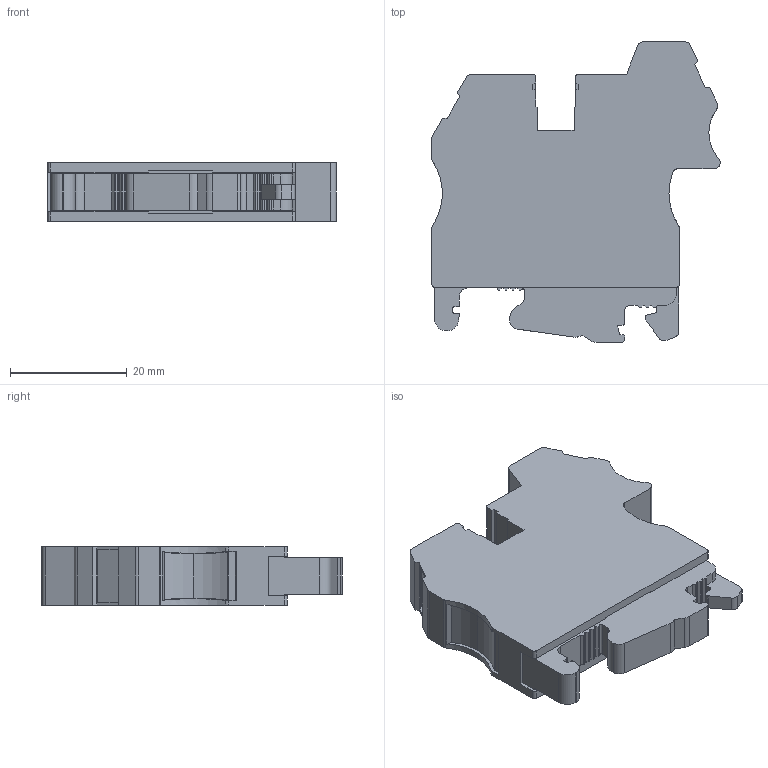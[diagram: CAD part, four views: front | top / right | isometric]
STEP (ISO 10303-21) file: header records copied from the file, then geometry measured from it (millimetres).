
FILE_DESCRIPTION (( 'STEP AP214' ), '1' );
FILE_NAME ('334230_AVK 10T RD 4.STP', '2015-08-06T14:33:56', ( '' ), ( '' ), 'SwSTEP 2.0', 'SolidWorks 2015', '' );
FILE_SCHEMA (( 'AUTOMOTIVE_DESIGN' ));
Length unit declared in the file: millimetre
Products named in the file (1): 334230_AVK 10T RD 4
Bounding box: 49.37 x 51.44 x 10 mm (x, y, z)
Volume: 16795.2 mm3; surface area: 6045.8 mm2
Topology: 1 solids, 3 shells, 265 faces, 774 edges, 519 vertices
Faces by surface type: plane 169, cylinder 92, cone 4
Entity records: 10352 total; most frequent: CARTESIAN_POINT 1668, ORIENTED_EDGE 1548, DIRECTION 1435, EDGE_CURVE 774, LINE 575, VECTOR 575, VERTEX_POINT 519, AXIS2_PLACEMENT_3D 430
